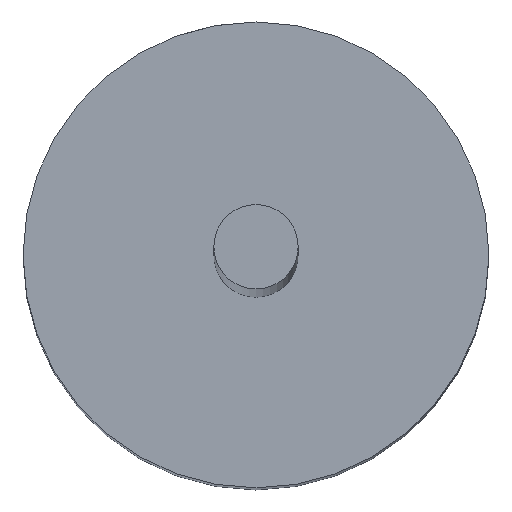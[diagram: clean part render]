
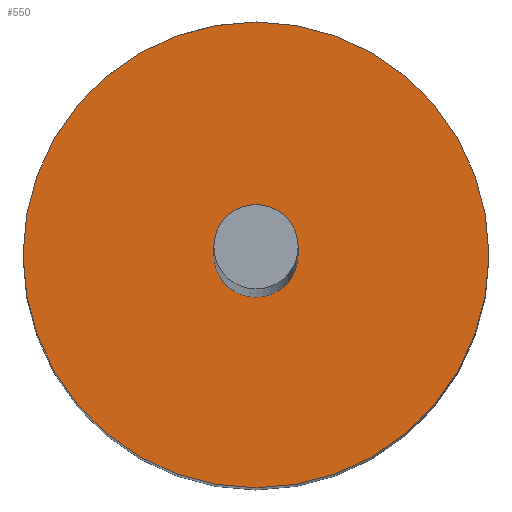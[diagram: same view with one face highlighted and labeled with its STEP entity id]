
A CAD part, top view. The second image highlights one B-rep face of the part: STEP entity #550.
In plain terms, the highlighted planar face has unit normal (0, 0, 1).
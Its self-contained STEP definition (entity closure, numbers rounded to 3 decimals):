
#101 = EDGE_LOOP ( 'NONE', ( #1865, #2521 ) ) ;
#106 = AXIS2_PLACEMENT_3D ( 'NONE', #1535, #2316, #2755 ) ;
#139 = EDGE_CURVE ( 'NONE', #299, #317, #2733, .T. ) ;
#194 = EDGE_CURVE ( 'NONE', #317, #299, #1533, .T. ) ;
#197 = EDGE_LOOP ( 'NONE', ( #990, #448 ) ) ;
#299 = VERTEX_POINT ( 'NONE', #2404 ) ;
#317 = VERTEX_POINT ( 'NONE', #1787 ) ;
#328 = EDGE_CURVE ( 'NONE', #1702, #692, #2913, .T. ) ;
#448 = ORIENTED_EDGE ( 'NONE', *, *, #328, .T. ) ;
#506 = CARTESIAN_POINT ( 'NONE',  ( 1.905, 0., 5.08 ) ) ;
#544 = CARTESIAN_POINT ( 'NONE',  ( 0., 0., 5.08 ) ) ;
#550 = ADVANCED_FACE ( 'NONE', ( #822, #1196 ), #2638, .T. ) ;
#692 = VERTEX_POINT ( 'NONE', #506 ) ;
#711 = DIRECTION ( 'NONE',  ( 1., 0., 0. ) ) ;
#822 = FACE_BOUND ( 'NONE', #101, .T. ) ;
#854 = DIRECTION ( 'NONE',  ( 0., 0., 1. ) ) ;
#945 = EDGE_CURVE ( 'NONE', #692, #1702, #3102, .T. ) ;
#965 = CARTESIAN_POINT ( 'NONE',  ( 0., 0., 5.08 ) ) ;
#990 = ORIENTED_EDGE ( 'NONE', *, *, #945, .T. ) ;
#1125 = AXIS2_PLACEMENT_3D ( 'NONE', #1337, #2088, #2834 ) ;
#1196 = FACE_OUTER_BOUND ( 'NONE', #197, .T. ) ;
#1337 = CARTESIAN_POINT ( 'NONE',  ( 0., 0., 5.08 ) ) ;
#1533 = CIRCLE ( 'NONE', #1125, 0.345 ) ;
#1535 = CARTESIAN_POINT ( 'NONE',  ( 0., 0., 5.08 ) ) ;
#1702 = VERTEX_POINT ( 'NONE', #2612 ) ;
#1787 = CARTESIAN_POINT ( 'NONE',  ( -0.345, 0., 5.08 ) ) ;
#1865 = ORIENTED_EDGE ( 'NONE', *, *, #194, .F. ) ;
#1992 = AXIS2_PLACEMENT_3D ( 'NONE', #965, #2657, #711 ) ;
#2072 = DIRECTION ( 'NONE',  ( 1., 0., 0. ) ) ;
#2088 = DIRECTION ( 'NONE',  ( 0., 0., 1. ) ) ;
#2286 = CARTESIAN_POINT ( 'NONE',  ( 0., 0., 5.08 ) ) ;
#2314 = AXIS2_PLACEMENT_3D ( 'NONE', #544, #2494, #2810 ) ;
#2316 = DIRECTION ( 'NONE',  ( 0., 0., 1. ) ) ;
#2404 = CARTESIAN_POINT ( 'NONE',  ( 0.345, 0., 5.08 ) ) ;
#2494 = DIRECTION ( 'NONE',  ( 0., 0., 1. ) ) ;
#2521 = ORIENTED_EDGE ( 'NONE', *, *, #139, .F. ) ;
#2612 = CARTESIAN_POINT ( 'NONE',  ( -1.905, 0., 5.08 ) ) ;
#2638 = PLANE ( 'NONE',  #1992 ) ;
#2657 = DIRECTION ( 'NONE',  ( 0., 0., 1. ) ) ;
#2733 = CIRCLE ( 'NONE', #106, 0.345 ) ;
#2755 = DIRECTION ( 'NONE',  ( 1., 0., 0. ) ) ;
#2810 = DIRECTION ( 'NONE',  ( 1., 0., 0. ) ) ;
#2833 = AXIS2_PLACEMENT_3D ( 'NONE', #2286, #854, #2072 ) ;
#2834 = DIRECTION ( 'NONE',  ( 1., 0., 0. ) ) ;
#2913 = CIRCLE ( 'NONE', #2314, 1.905 ) ;
#3102 = CIRCLE ( 'NONE', #2833, 1.905 ) ;
